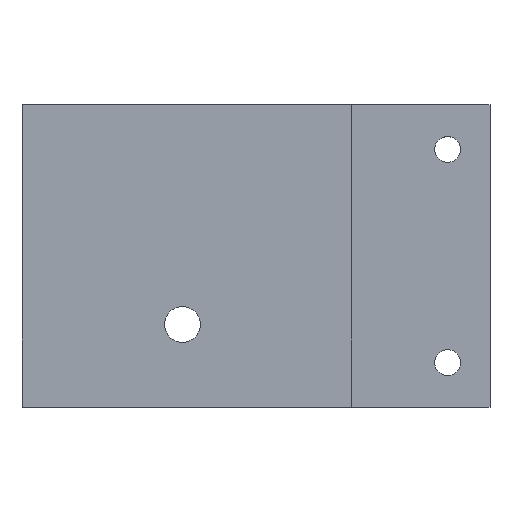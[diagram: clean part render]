
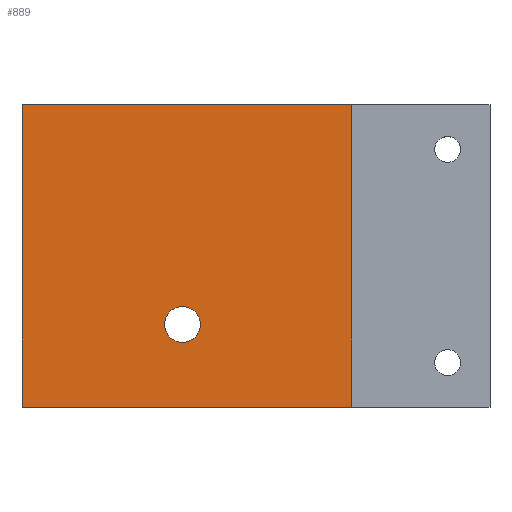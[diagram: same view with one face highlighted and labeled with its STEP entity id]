
A CAD part, top view. The second image highlights one B-rep face of the part: STEP entity #889.
In plain terms, the highlighted planar face has unit normal (0, 0, 1).
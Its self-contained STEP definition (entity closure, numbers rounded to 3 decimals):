
#37=FACE_BOUND('',#152,.T.);
#60=CIRCLE('',#967,4.);
#88=FACE_OUTER_BOUND('',#151,.T.);
#151=EDGE_LOOP('',(#614,#615,#616,#617));
#152=EDGE_LOOP('',(#618));
#230=LINE('',#1344,#319);
#231=LINE('',#1346,#320);
#232=LINE('',#1348,#321);
#233=LINE('',#1349,#322);
#319=VECTOR('',#1070,10.);
#320=VECTOR('',#1071,10.);
#321=VECTOR('',#1072,10.);
#322=VECTOR('',#1073,10.);
#413=VERTEX_POINT('',#1342);
#414=VERTEX_POINT('',#1343);
#415=VERTEX_POINT('',#1345);
#416=VERTEX_POINT('',#1347);
#417=VERTEX_POINT('',#1350);
#493=EDGE_CURVE('',#413,#414,#230,.T.);
#494=EDGE_CURVE('',#415,#413,#231,.T.);
#495=EDGE_CURVE('',#416,#415,#232,.T.);
#496=EDGE_CURVE('',#414,#416,#233,.T.);
#497=EDGE_CURVE('',#417,#417,#60,.T.);
#614=ORIENTED_EDGE('',*,*,#493,.F.);
#615=ORIENTED_EDGE('',*,*,#494,.F.);
#616=ORIENTED_EDGE('',*,*,#495,.F.);
#617=ORIENTED_EDGE('',*,*,#496,.F.);
#618=ORIENTED_EDGE('',*,*,#497,.T.);
#848=PLANE('',#966);
#889=ADVANCED_FACE('',(#88,#37),#848,.T.);
#966=AXIS2_PLACEMENT_3D('',#1341,#1068,#1069);
#967=AXIS2_PLACEMENT_3D('',#1351,#1074,#1075);
#1068=DIRECTION('center_axis',(0.,0.,1.));
#1069=DIRECTION('ref_axis',(1.,0.,0.));
#1070=DIRECTION('',(-1.,0.,0.));
#1071=DIRECTION('',(0.,-1.,0.));
#1072=DIRECTION('',(1.,0.,0.));
#1073=DIRECTION('',(0.,1.,0.));
#1074=DIRECTION('center_axis',(0.,0.,-1.));
#1075=DIRECTION('ref_axis',(1.,0.,0.));
#1341=CARTESIAN_POINT('Origin',(-55.5,112.896,29.448));
#1342=CARTESIAN_POINT('',(-30.5,44.166,29.448));
#1343=CARTESIAN_POINT('',(-104.5,44.166,29.448));
#1344=CARTESIAN_POINT('',(-45.,44.166,29.448));
#1345=CARTESIAN_POINT('',(-30.5,112.,29.448));
#1346=CARTESIAN_POINT('',(-30.5,140.396,29.448));
#1347=CARTESIAN_POINT('',(-104.5,112.,29.448));
#1348=CARTESIAN_POINT('',(-62.5,112.,29.448));
#1349=CARTESIAN_POINT('',(-104.5,59.166,29.448));
#1350=CARTESIAN_POINT('',(-72.5,62.7,29.448));
#1351=CARTESIAN_POINT('Origin',(-68.5,62.7,29.448));
